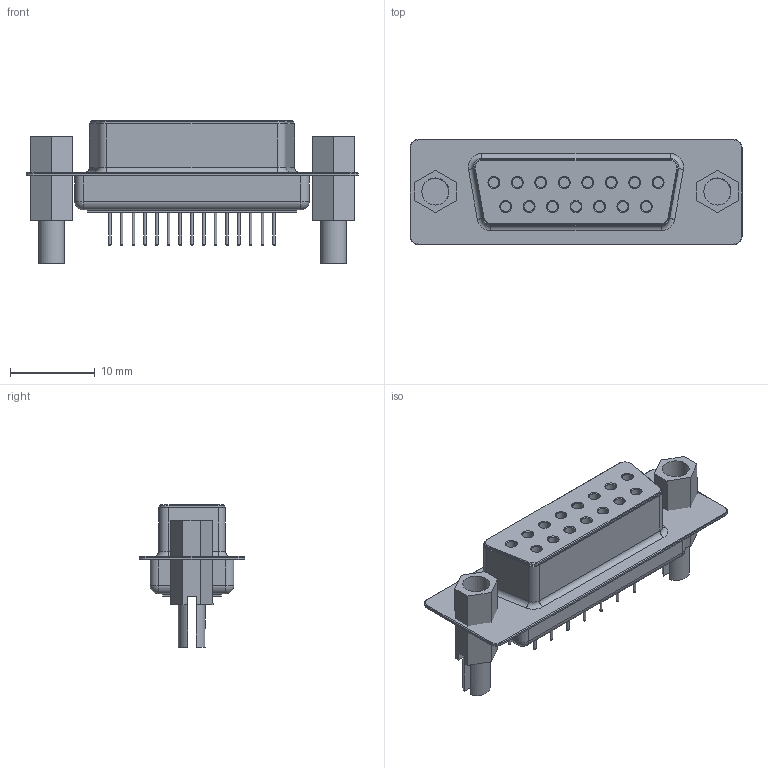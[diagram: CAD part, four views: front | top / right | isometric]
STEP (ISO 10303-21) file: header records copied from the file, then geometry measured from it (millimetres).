
FILE_DESCRIPTION(('STEP AP242'), '1');
FILE_NAME('Ñáîðêà D-SUB15-Ð-Âåð-Ñ', '', ('UNSPECIFIED'), ('UNSPECIFIED'), 'ASCON STEP Converter 1.6', 'ASCON Math Kernel', '');
FILE_SCHEMA(('AP242_MANAGED_MODEL_BASED_3D_ENGINEERING_MIM_LF { 1 0 10303 442 1 1 4 }'));
Length unit declared in the file: millimetre
Products named in the file (3): DSUB_39_female
Assembly tree (3 placements, depth 2):
  (unnamed)
    DSUB_39_female
    (unnamed)  x2
Bounding box: 39.2 x 12.5 x 16.81 mm (x, y, z)
Volume: 2619.5 mm3; surface area: 3225.2 mm2
Topology: 4 solids, 4 shells, 218 faces, 482 edges, 290 vertices
Faces by surface type: plane 82, cylinder 74, cone 23, revolution 19, torus 16, sphere 4
Full cylindrical faces by diameter (mm): 0.3 x15, 1.2 x15, 3.2 x4
Entity records: 7345 total; most frequent: CARTESIAN_POINT 1271, DIRECTION 951, ORIENTED_EDGE 732, AXIS2_PLACEMENT_3D 385, EDGE_CURVE 366, EDGE_LOOP 320, VERTEX_POINT 260, COLOUR_RGB 203
